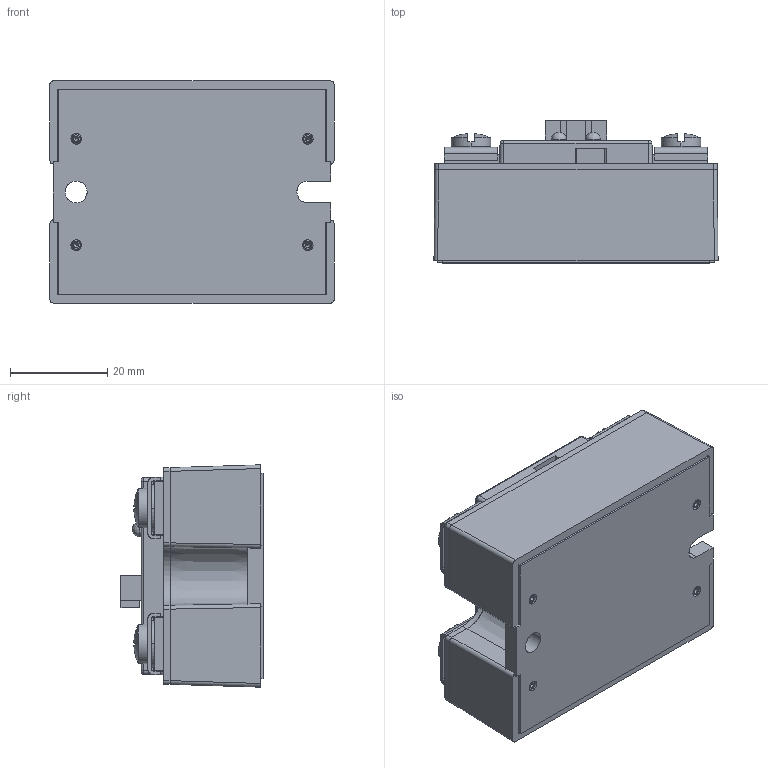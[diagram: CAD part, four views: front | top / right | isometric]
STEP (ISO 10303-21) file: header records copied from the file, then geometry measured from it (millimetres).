
FILE_DESCRIPTION (( 'STEP AP214' ), '1' );
FILE_NAME ('104803.STEP', '2016-12-12T20:39:38', ( '' ), ( '' ), 'SwSTEP 2.0', 'SolidWorks 2015', '' );
FILE_SCHEMA (( 'AUTOMOTIVE_DESIGN' ));
Length unit declared in the file: inch
Products named in the file (1): 104803
Bounding box: 58.42 x 29.21 x 45.72 mm (x, y, z)
Surface area: 19599.7 mm2 (no closed solid volume)
Topology: 0 solids, 376 shells, 422 faces, 2529 edges, 2471 vertices
Faces by surface type: plane 225, cylinder 96, bspline 64, cone 37
Entity records: 35257 total; most frequent: CARTESIAN_POINT 13010, DIRECTION 2630, ORIENTED_EDGE 2604, EDGE_CURVE 2517, VERTEX_POINT 2471, VECTOR 1400, LINE 1400, B_SPLINE_CURVE_WITH_KNOTS 716
